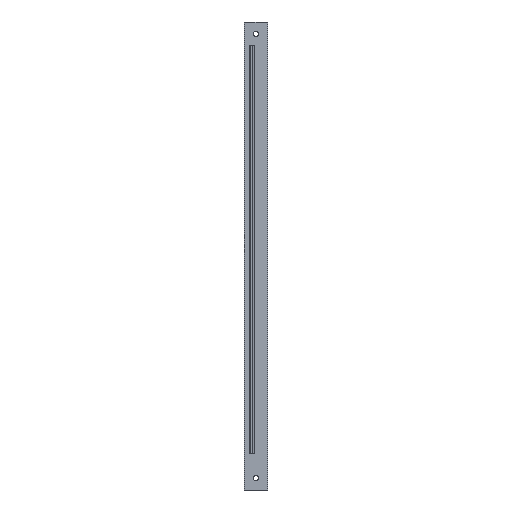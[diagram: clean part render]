
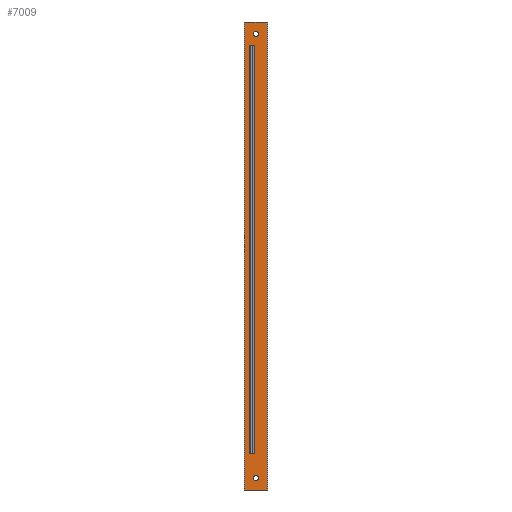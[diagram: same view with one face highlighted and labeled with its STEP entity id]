
A CAD part, front view. The second image highlights one B-rep face of the part: STEP entity #7009.
In plain terms, the highlighted planar face has unit normal (0, -1, 0).
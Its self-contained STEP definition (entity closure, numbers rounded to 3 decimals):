
#114 = CARTESIAN_POINT ( 'NONE',  ( 0., -7.5, 9.2 ) ) ;
#251 = FACE_BOUND ( 'NONE', #883, .T. ) ;
#332 = CIRCLE ( 'NONE', #2971, 1.7 ) ;
#357 = LINE ( 'NONE', #4246, #3996 ) ;
#478 = CARTESIAN_POINT ( 'NONE',  ( -1.25, -7.5, 282. ) ) ;
#609 = EDGE_CURVE ( 'NONE', #6044, #893, #4244, .T. ) ;
#631 = VERTEX_POINT ( 'NONE', #5450 ) ;
#653 = LINE ( 'NONE', #5670, #1211 ) ;
#747 = FACE_BOUND ( 'NONE', #1749, .T. ) ;
#773 = DIRECTION ( 'NONE',  ( -1., 0., 0. ) ) ;
#883 = EDGE_LOOP ( 'NONE', ( #1040, #7804, #2361, #5581 ) ) ;
#893 = VERTEX_POINT ( 'NONE', #5599 ) ;
#961 = AXIS2_PLACEMENT_3D ( 'NONE', #3276, #3893, #7758 ) ;
#1040 = ORIENTED_EDGE ( 'NONE', *, *, #8148, .F. ) ;
#1154 = ORIENTED_EDGE ( 'NONE', *, *, #4641, .T. ) ;
#1201 = CIRCLE ( 'NONE', #5844, 1.7 ) ;
#1211 = VECTOR ( 'NONE', #5709, 1000. ) ;
#1326 = FACE_OUTER_BOUND ( 'NONE', #3484, .T. ) ;
#1331 = LINE ( 'NONE', #4521, #3744 ) ;
#1493 = DIRECTION ( 'NONE',  ( -1., 0., 0. ) ) ;
#1633 = DIRECTION ( 'NONE',  ( 0., 1., 0. ) ) ;
#1749 = EDGE_LOOP ( 'NONE', ( #2382, #2390 ) ) ;
#1845 = DIRECTION ( 'NONE',  ( 0., 1., 0. ) ) ;
#1977 = DIRECTION ( 'NONE',  ( 0., 1., 0. ) ) ;
#2022 = EDGE_CURVE ( 'NONE', #3782, #3440, #2434, .T. ) ;
#2040 = DIRECTION ( 'NONE',  ( 0., 0., 1. ) ) ;
#2101 = LINE ( 'NONE', #5951, #5735 ) ;
#2110 = CARTESIAN_POINT ( 'NONE',  ( 0., -7.5, 289.5 ) ) ;
#2361 = ORIENTED_EDGE ( 'NONE', *, *, #4652, .T. ) ;
#2382 = ORIENTED_EDGE ( 'NONE', *, *, #2022, .T. ) ;
#2386 = DIRECTION ( 'NONE',  ( -1., 0., 0. ) ) ;
#2390 = ORIENTED_EDGE ( 'NONE', *, *, #4192, .T. ) ;
#2434 = CIRCLE ( 'NONE', #7070, 1.7 ) ;
#2462 = LINE ( 'NONE', #6934, #4824 ) ;
#2589 = ORIENTED_EDGE ( 'NONE', *, *, #5903, .T. ) ;
#2910 = CARTESIAN_POINT ( 'NONE',  ( -4.25, -7.5, 282. ) ) ;
#2957 = CARTESIAN_POINT ( 'NONE',  ( 0., -7.5, 287.8 ) ) ;
#2971 = AXIS2_PLACEMENT_3D ( 'NONE', #5657, #1845, #3129 ) ;
#3129 = DIRECTION ( 'NONE',  ( -1., 0., 0. ) ) ;
#3135 = EDGE_CURVE ( 'NONE', #5807, #6224, #332, .T. ) ;
#3276 = CARTESIAN_POINT ( 'NONE',  ( 7.5, -7.5, 297. ) ) ;
#3426 = VECTOR ( 'NONE', #5265, 1000. ) ;
#3440 = VERTEX_POINT ( 'NONE', #2957 ) ;
#3480 = EDGE_CURVE ( 'NONE', #7882, #7614, #2462, .T. ) ;
#3484 = EDGE_LOOP ( 'NONE', ( #7315, #7886, #1154, #2589 ) ) ;
#3744 = VECTOR ( 'NONE', #2040, 1000. ) ;
#3782 = VERTEX_POINT ( 'NONE', #7843 ) ;
#3893 = DIRECTION ( 'NONE',  ( 0., 1., 0. ) ) ;
#3932 = PLANE ( 'NONE',  #961 ) ;
#3996 = VECTOR ( 'NONE', #6773, 1000. ) ;
#4192 = EDGE_CURVE ( 'NONE', #3440, #3782, #6763, .T. ) ;
#4244 = LINE ( 'NONE', #7980, #8072 ) ;
#4246 = CARTESIAN_POINT ( 'NONE',  ( -7.25, -7.5, 297. ) ) ;
#4249 = ORIENTED_EDGE ( 'NONE', *, *, #3135, .T. ) ;
#4412 = EDGE_CURVE ( 'NONE', #6224, #5807, #1201, .T. ) ;
#4480 = FACE_BOUND ( 'NONE', #7395, .T. ) ;
#4497 = EDGE_CURVE ( 'NONE', #6360, #6260, #653, .T. ) ;
#4521 = CARTESIAN_POINT ( 'NONE',  ( 7.25, -7.5, 297. ) ) ;
#4641 = EDGE_CURVE ( 'NONE', #7882, #6282, #357, .T. ) ;
#4652 = EDGE_CURVE ( 'NONE', #893, #6360, #6818, .T. ) ;
#4657 = CARTESIAN_POINT ( 'NONE',  ( 0., -7.5, 289.5 ) ) ;
#4824 = VECTOR ( 'NONE', #8012, 1000. ) ;
#5048 = EDGE_CURVE ( 'NONE', #631, #7614, #1331, .T. ) ;
#5265 = DIRECTION ( 'NONE',  ( -1., 0., 0. ) ) ;
#5420 = DIRECTION ( 'NONE',  ( 0., 1., 0. ) ) ;
#5450 = CARTESIAN_POINT ( 'NONE',  ( 7.25, -7.5, 0. ) ) ;
#5535 = CARTESIAN_POINT ( 'NONE',  ( -4., -7.5, 23. ) ) ;
#5581 = ORIENTED_EDGE ( 'NONE', *, *, #4497, .T. ) ;
#5599 = CARTESIAN_POINT ( 'NONE',  ( -1.25, -7.5, 23. ) ) ;
#5657 = CARTESIAN_POINT ( 'NONE',  ( 0., -7.5, 7.5 ) ) ;
#5670 = CARTESIAN_POINT ( 'NONE',  ( -4.25, -7.5, 297. ) ) ;
#5709 = DIRECTION ( 'NONE',  ( 0., 0., 1. ) ) ;
#5735 = VECTOR ( 'NONE', #7240, 1000. ) ;
#5807 = VERTEX_POINT ( 'NONE', #114 ) ;
#5844 = AXIS2_PLACEMENT_3D ( 'NONE', #6415, #1977, #773 ) ;
#5847 = LINE ( 'NONE', #5890, #3426 ) ;
#5890 = CARTESIAN_POINT ( 'NONE',  ( 7.5, -7.5, 282. ) ) ;
#5903 = EDGE_CURVE ( 'NONE', #6282, #631, #2101, .T. ) ;
#5951 = CARTESIAN_POINT ( 'NONE',  ( 7.5, -7.5, 0. ) ) ;
#5977 = AXIS2_PLACEMENT_3D ( 'NONE', #2110, #5420, #1493 ) ;
#6044 = VERTEX_POINT ( 'NONE', #478 ) ;
#6047 = ORIENTED_EDGE ( 'NONE', *, *, #4412, .T. ) ;
#6058 = DIRECTION ( 'NONE',  ( -1., 0., 0. ) ) ;
#6068 = DIRECTION ( 'NONE',  ( 0., 0., -1. ) ) ;
#6215 = CARTESIAN_POINT ( 'NONE',  ( -4.25, -7.5, 23. ) ) ;
#6224 = VERTEX_POINT ( 'NONE', #7846 ) ;
#6260 = VERTEX_POINT ( 'NONE', #2910 ) ;
#6282 = VERTEX_POINT ( 'NONE', #7805 ) ;
#6360 = VERTEX_POINT ( 'NONE', #6215 ) ;
#6415 = CARTESIAN_POINT ( 'NONE',  ( 0., -7.5, 7.5 ) ) ;
#6763 = CIRCLE ( 'NONE', #5977, 1.7 ) ;
#6773 = DIRECTION ( 'NONE',  ( 0., 0., -1. ) ) ;
#6818 = LINE ( 'NONE', #5535, #7580 ) ;
#6934 = CARTESIAN_POINT ( 'NONE',  ( -7.5, -7.5, 297. ) ) ;
#7009 = ADVANCED_FACE ( 'NONE', ( #251, #4480, #1326, #747 ), #3932, .F. ) ;
#7070 = AXIS2_PLACEMENT_3D ( 'NONE', #4657, #1633, #6058 ) ;
#7240 = DIRECTION ( 'NONE',  ( 1., 0., 0. ) ) ;
#7315 = ORIENTED_EDGE ( 'NONE', *, *, #5048, .T. ) ;
#7395 = EDGE_LOOP ( 'NONE', ( #4249, #6047 ) ) ;
#7580 = VECTOR ( 'NONE', #2386, 1000. ) ;
#7614 = VERTEX_POINT ( 'NONE', #7974 ) ;
#7758 = DIRECTION ( 'NONE',  ( -1., 0., 0. ) ) ;
#7804 = ORIENTED_EDGE ( 'NONE', *, *, #609, .T. ) ;
#7805 = CARTESIAN_POINT ( 'NONE',  ( -7.25, -7.5, 0. ) ) ;
#7843 = CARTESIAN_POINT ( 'NONE',  ( 0., -7.5, 291.2 ) ) ;
#7846 = CARTESIAN_POINT ( 'NONE',  ( 0., -7.5, 5.8 ) ) ;
#7882 = VERTEX_POINT ( 'NONE', #8008 ) ;
#7886 = ORIENTED_EDGE ( 'NONE', *, *, #3480, .F. ) ;
#7974 = CARTESIAN_POINT ( 'NONE',  ( 7.25, -7.5, 297. ) ) ;
#7980 = CARTESIAN_POINT ( 'NONE',  ( -1.25, -7.5, 297. ) ) ;
#8008 = CARTESIAN_POINT ( 'NONE',  ( -7.25, -7.5, 297. ) ) ;
#8012 = DIRECTION ( 'NONE',  ( 1., 0., 0. ) ) ;
#8072 = VECTOR ( 'NONE', #6068, 1000. ) ;
#8148 = EDGE_CURVE ( 'NONE', #6044, #6260, #5847, .T. ) ;
